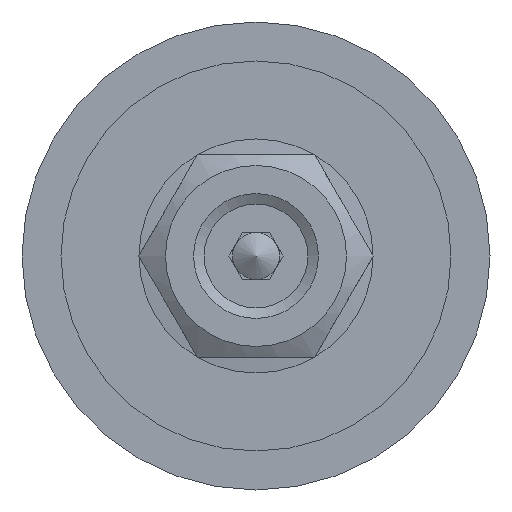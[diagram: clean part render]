
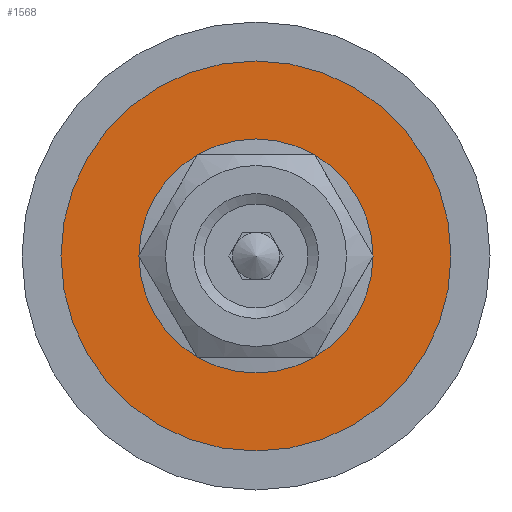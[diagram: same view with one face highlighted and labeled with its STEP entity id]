
A CAD part, left-side view. The second image highlights one B-rep face of the part: STEP entity #1568.
In plain terms, the highlighted face is planar.
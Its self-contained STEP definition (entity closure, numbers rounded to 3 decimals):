
#75=FACE_BOUND('',#335,.T.);
#115=PLANE('',#1853);
#222=FACE_OUTER_BOUND('',#334,.T.);
#334=EDGE_LOOP('',(#1289));
#335=EDGE_LOOP('',(#1290));
#662=CIRCLE('',#1852,12.5);
#663=CIRCLE('',#1854,7.5);
#776=VERTEX_POINT('',#2706);
#777=VERTEX_POINT('',#2710);
#957=EDGE_CURVE('',#776,#776,#662,.T.);
#958=EDGE_CURVE('',#777,#777,#663,.T.);
#1289=ORIENTED_EDGE('',*,*,#957,.T.);
#1290=ORIENTED_EDGE('',*,*,#958,.F.);
#1568=ADVANCED_FACE('',(#222,#75),#115,.T.);
#1852=AXIS2_PLACEMENT_3D('',#2708,#2225,#2226);
#1853=AXIS2_PLACEMENT_3D('',#2709,#2227,#2228);
#1854=AXIS2_PLACEMENT_3D('',#2711,#2229,#2230);
#2225=DIRECTION('center_axis',(1.,0.,0.));
#2226=DIRECTION('ref_axis',(0.,1.,0.));
#2227=DIRECTION('center_axis',(1.,0.,0.));
#2228=DIRECTION('ref_axis',(0.,0.,-1.));
#2229=DIRECTION('center_axis',(1.,0.,0.));
#2230=DIRECTION('ref_axis',(0.,1.,0.));
#2706=CARTESIAN_POINT('',(6.5,-12.5,0.));
#2708=CARTESIAN_POINT('Origin',(6.5,0.,0.));
#2709=CARTESIAN_POINT('Origin',(6.5,10.,0.));
#2710=CARTESIAN_POINT('',(6.5,-7.5,0.));
#2711=CARTESIAN_POINT('Origin',(6.5,0.,0.));
